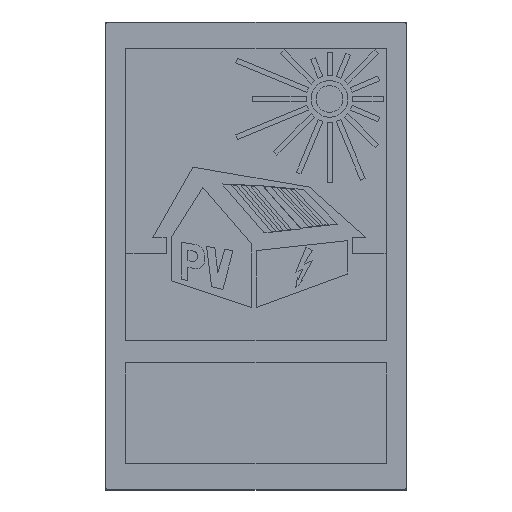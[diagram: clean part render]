
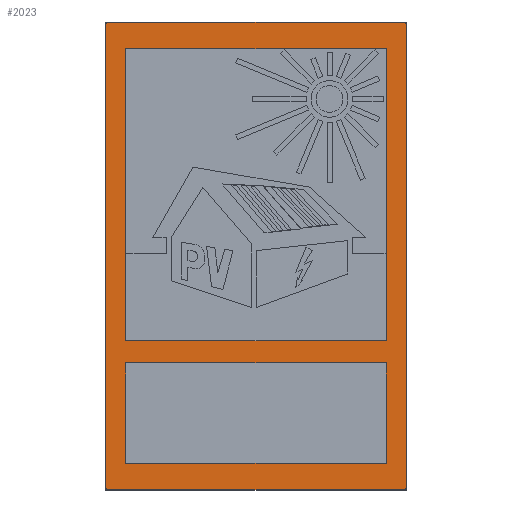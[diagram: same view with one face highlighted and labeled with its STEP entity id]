
A CAD part, top view. The second image highlights one B-rep face of the part: STEP entity #2023.
In plain terms, the highlighted planar face has unit normal (0, 0, 1).
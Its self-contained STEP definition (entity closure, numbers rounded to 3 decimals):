
#1734=AXIS2_PLACEMENT_3D('Circle Axis2P3D',#1732,#1733,$) ;
#1759=AXIS2_PLACEMENT_3D('Circle Axis2P3D',#1757,#1758,$) ;
#1777=AXIS2_PLACEMENT_3D('Circle Axis2P3D',#1775,#1776,$) ;
#1795=AXIS2_PLACEMENT_3D('Circle Axis2P3D',#1793,#1794,$) ;
#1999=AXIS2_PLACEMENT_3D('Plane Axis2P3D',#1996,#1997,#1998) ;
#71=CARTESIAN_POINT('Vertex',(0.,1.,0.055)) ;
#74=CARTESIAN_POINT('Line Origine',(0.,70.,0.055)) ;
#78=CARTESIAN_POINT('Vertex',(0.,139.,0.055)) ;
#142=CARTESIAN_POINT('Vertex',(89.,0.,0.055)) ;
#145=CARTESIAN_POINT('Line Origine',(45.,0.,0.055)) ;
#149=CARTESIAN_POINT('Vertex',(1.,0.,0.055)) ;
#206=CARTESIAN_POINT('Vertex',(90.,139.,0.055)) ;
#209=CARTESIAN_POINT('Line Origine',(90.,70.,0.055)) ;
#213=CARTESIAN_POINT('Vertex',(90.,1.,0.055)) ;
#261=CARTESIAN_POINT('Vertex',(1.,140.,0.055)) ;
#264=CARTESIAN_POINT('Line Origine',(45.,140.,0.055)) ;
#268=CARTESIAN_POINT('Vertex',(89.,140.,0.055)) ;
#1732=CARTESIAN_POINT('Axis2P3D Location',(1.,139.,0.055)) ;
#1757=CARTESIAN_POINT('Axis2P3D Location',(1.,1.,0.055)) ;
#1775=CARTESIAN_POINT('Axis2P3D Location',(89.,1.,0.055)) ;
#1793=CARTESIAN_POINT('Axis2P3D Location',(89.,139.,0.055)) ;
#1811=CARTESIAN_POINT('Line Origine',(45.,132.,0.055)) ;
#1815=CARTESIAN_POINT('Vertex',(83.9,132.,0.055)) ;
#1817=CARTESIAN_POINT('Vertex',(6.1,132.,0.055)) ;
#1843=CARTESIAN_POINT('Line Origine',(83.9,88.3,0.055)) ;
#1847=CARTESIAN_POINT('Vertex',(83.9,44.6,0.055)) ;
#1868=CARTESIAN_POINT('Line Origine',(45.,44.6,0.055)) ;
#1872=CARTESIAN_POINT('Vertex',(6.1,44.6,0.055)) ;
#1893=CARTESIAN_POINT('Line Origine',(6.1,88.3,0.055)) ;
#1911=CARTESIAN_POINT('Line Origine',(45.,38.,0.055)) ;
#1915=CARTESIAN_POINT('Vertex',(83.9,38.,0.055)) ;
#1917=CARTESIAN_POINT('Vertex',(6.1,38.,0.055)) ;
#1938=CARTESIAN_POINT('Line Origine',(83.9,23.,0.055)) ;
#1942=CARTESIAN_POINT('Vertex',(83.9,8.,0.055)) ;
#1963=CARTESIAN_POINT('Line Origine',(45.,8.,0.055)) ;
#1967=CARTESIAN_POINT('Vertex',(6.1,8.,0.055)) ;
#1983=CARTESIAN_POINT('Line Origine',(6.1,23.,0.055)) ;
#1996=CARTESIAN_POINT('Axis2P3D Location',(45.,70.,0.055)) ;
#75=DIRECTION('Vector Direction',(0.,-1.,0.)) ;
#146=DIRECTION('Vector Direction',(-1.,0.,0.)) ;
#210=DIRECTION('Vector Direction',(0.,1.,0.)) ;
#265=DIRECTION('Vector Direction',(1.,0.,0.)) ;
#1733=DIRECTION('Axis2P3D Direction',(0.,0.,1.)) ;
#1758=DIRECTION('Axis2P3D Direction',(0.,0.,1.)) ;
#1776=DIRECTION('Axis2P3D Direction',(0.,0.,1.)) ;
#1794=DIRECTION('Axis2P3D Direction',(0.,0.,1.)) ;
#1812=DIRECTION('Vector Direction',(1.,0.,0.)) ;
#1844=DIRECTION('Vector Direction',(0.,1.,0.)) ;
#1869=DIRECTION('Vector Direction',(-1.,0.,0.)) ;
#1894=DIRECTION('Vector Direction',(0.,-1.,0.)) ;
#1912=DIRECTION('Vector Direction',(1.,0.,0.)) ;
#1939=DIRECTION('Vector Direction',(0.,-1.,0.)) ;
#1964=DIRECTION('Vector Direction',(1.,0.,0.)) ;
#1984=DIRECTION('Vector Direction',(0.,-1.,0.)) ;
#1997=DIRECTION('Axis2P3D Direction',(0.,0.,1.)) ;
#1998=DIRECTION('Axis2P3D XDirection',(1.,0.,0.)) ;
#76=VECTOR('Line Direction',#75,1.) ;
#147=VECTOR('Line Direction',#146,1.) ;
#211=VECTOR('Line Direction',#210,1.) ;
#266=VECTOR('Line Direction',#265,1.) ;
#1813=VECTOR('Line Direction',#1812,1.) ;
#1845=VECTOR('Line Direction',#1844,1.) ;
#1870=VECTOR('Line Direction',#1869,1.) ;
#1895=VECTOR('Line Direction',#1894,1.) ;
#1913=VECTOR('Line Direction',#1912,1.) ;
#1940=VECTOR('Line Direction',#1939,1.) ;
#1965=VECTOR('Line Direction',#1964,1.) ;
#1985=VECTOR('Line Direction',#1984,1.) ;
#2002=ORIENTED_EDGE('',*,*,#1736,.T.) ;
#2003=ORIENTED_EDGE('',*,*,#80,.T.) ;
#2004=ORIENTED_EDGE('',*,*,#1761,.T.) ;
#2005=ORIENTED_EDGE('',*,*,#151,.T.) ;
#2006=ORIENTED_EDGE('',*,*,#1779,.T.) ;
#2007=ORIENTED_EDGE('',*,*,#215,.T.) ;
#2008=ORIENTED_EDGE('',*,*,#1797,.T.) ;
#2009=ORIENTED_EDGE('',*,*,#270,.T.) ;
#2012=ORIENTED_EDGE('',*,*,#1819,.F.) ;
#2013=ORIENTED_EDGE('',*,*,#1849,.F.) ;
#2014=ORIENTED_EDGE('',*,*,#1874,.F.) ;
#2015=ORIENTED_EDGE('',*,*,#1897,.F.) ;
#2018=ORIENTED_EDGE('',*,*,#1919,.F.) ;
#2019=ORIENTED_EDGE('',*,*,#1944,.F.) ;
#2020=ORIENTED_EDGE('',*,*,#1969,.F.) ;
#2021=ORIENTED_EDGE('',*,*,#1987,.F.) ;
#2016=FACE_BOUND('',#2011,.T.) ;
#2022=FACE_BOUND('',#2017,.T.) ;
#2023=ADVANCED_FACE('S3D positioniert',(#2010,#2016,#2022),#2000,.T.) ;
#1735=CIRCLE('generated circle',#1734,1.) ;
#1760=CIRCLE('generated circle',#1759,1.) ;
#1778=CIRCLE('generated circle',#1777,1.) ;
#1796=CIRCLE('generated circle',#1795,1.) ;
#80=EDGE_CURVE('',#79,#72,#77,.T.) ;
#151=EDGE_CURVE('',#150,#143,#148,.F.) ;
#215=EDGE_CURVE('',#214,#207,#212,.T.) ;
#270=EDGE_CURVE('',#269,#262,#267,.F.) ;
#1736=EDGE_CURVE('',#262,#79,#1735,.T.) ;
#1761=EDGE_CURVE('',#72,#150,#1760,.T.) ;
#1779=EDGE_CURVE('',#143,#214,#1778,.T.) ;
#1797=EDGE_CURVE('',#207,#269,#1796,.T.) ;
#1819=EDGE_CURVE('',#1816,#1818,#1814,.F.) ;
#1849=EDGE_CURVE('',#1848,#1816,#1846,.T.) ;
#1874=EDGE_CURVE('',#1873,#1848,#1871,.F.) ;
#1897=EDGE_CURVE('',#1818,#1873,#1896,.T.) ;
#1919=EDGE_CURVE('',#1916,#1918,#1914,.F.) ;
#1944=EDGE_CURVE('',#1943,#1916,#1941,.F.) ;
#1969=EDGE_CURVE('',#1968,#1943,#1966,.T.) ;
#1987=EDGE_CURVE('',#1918,#1968,#1986,.T.) ;
#2001=EDGE_LOOP('',(#2002,#2003,#2004,#2005,#2006,#2007,#2008,#2009)) ;
#2011=EDGE_LOOP('',(#2012,#2013,#2014,#2015)) ;
#2017=EDGE_LOOP('',(#2018,#2019,#2020,#2021)) ;
#2010=FACE_OUTER_BOUND('',#2001,.T.) ;
#77=LINE('Line',#74,#76) ;
#148=LINE('Line',#145,#147) ;
#212=LINE('Line',#209,#211) ;
#267=LINE('Line',#264,#266) ;
#1814=LINE('Line',#1811,#1813) ;
#1846=LINE('Line',#1843,#1845) ;
#1871=LINE('Line',#1868,#1870) ;
#1896=LINE('Line',#1893,#1895) ;
#1914=LINE('Line',#1911,#1913) ;
#1941=LINE('Line',#1938,#1940) ;
#1966=LINE('Line',#1963,#1965) ;
#1986=LINE('Line',#1983,#1985) ;
#2000=PLANE('',#1999) ;
#72=VERTEX_POINT('',#71) ;
#79=VERTEX_POINT('',#78) ;
#143=VERTEX_POINT('',#142) ;
#150=VERTEX_POINT('',#149) ;
#207=VERTEX_POINT('',#206) ;
#214=VERTEX_POINT('',#213) ;
#262=VERTEX_POINT('',#261) ;
#269=VERTEX_POINT('',#268) ;
#1816=VERTEX_POINT('',#1815) ;
#1818=VERTEX_POINT('',#1817) ;
#1848=VERTEX_POINT('',#1847) ;
#1873=VERTEX_POINT('',#1872) ;
#1916=VERTEX_POINT('',#1915) ;
#1918=VERTEX_POINT('',#1917) ;
#1943=VERTEX_POINT('',#1942) ;
#1968=VERTEX_POINT('',#1967) ;
